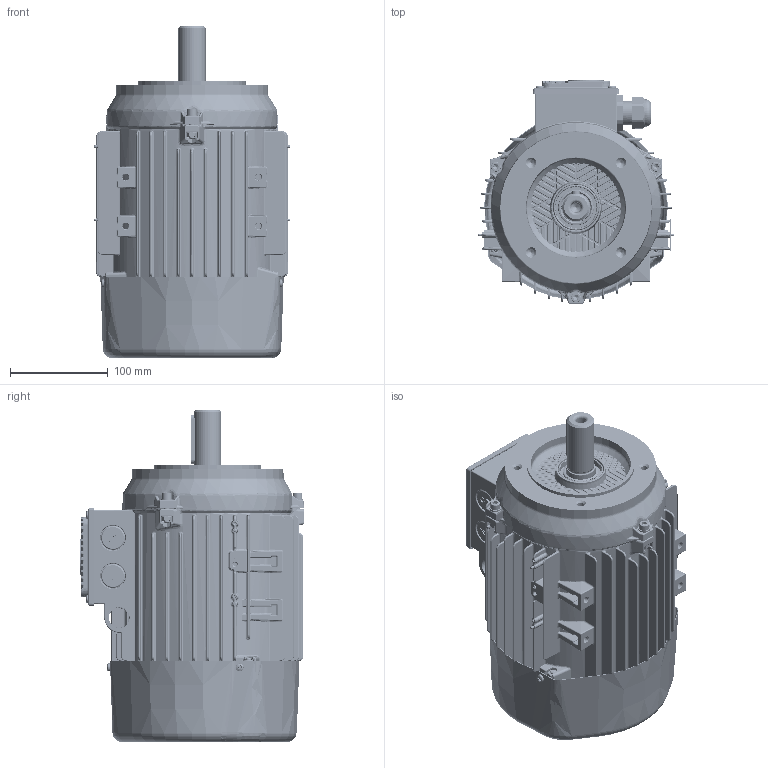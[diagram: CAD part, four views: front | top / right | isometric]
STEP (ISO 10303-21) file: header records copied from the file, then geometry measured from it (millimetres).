
FILE_DESCRIPTION(/* description */ (''),/* implementation_level */ '2;1');
FILE_NAME(/* name */ '6722312xx_AA-DIS GORUNUS QN 100 FC KISA GOVDE.stp',/* time_stamp */ '2022-01-11T14:44:46+03:00',/* author */ (''),/* organization */ (''),/* preprocessor_version */ 'ST-DEVELOPER v16',/* originating_system */ 'SIEMENS PLM Software NX 11.0',/* authorisation */ '');
FILE_SCHEMA (('AUTOMOTIVE_DESIGN { 1 0 10303 214 3 1 1 1 }'));
Products named in the file (1): C90127E0127Fj929
Bounding box: 200 x 229 x 340 mm (x, y, z)
Surface area: 815410.4 mm2 (no closed solid volume)
Topology: 0 solids, 61 shells, 13385 faces, 32284 edges, 18237 vertices
Faces by surface type: bspline 4434, cylinder 4182, plane 2782, sphere 845, torus 744, cone 396, extrusion 2
Full cylindrical faces by diameter (mm): 2 x2, 2.5 x2, 3 x2, 4 x17, 5 x6, 6 x6, 6.8 x4, 8 x8, 8.5 x1, 10 x6, 10.5 x1, 25 x2, 27.4 x1, 28 x1, 28.6 x1, 28.9 x1, 29.4 x2, 30 x4, 32.94 x2, 34 x4, 35 x2, 35.5 x2, 35.6 x1, 43.4 x2, 43.6 x4, 45.6 x4, 46 x2, 47 x2, 62 x4, 62.6 x2
Entity records: 468340 total; most frequent: CARTESIAN_POINT 186681, ORIENTED_EDGE 61292, DIRECTION 55245, EDGE_CURVE 30646, AXIS2_PLACEMENT_3D 22728, VERTEX_POINT 18053, EDGE_LOOP 14439, ADVANCED_FACE 13374
